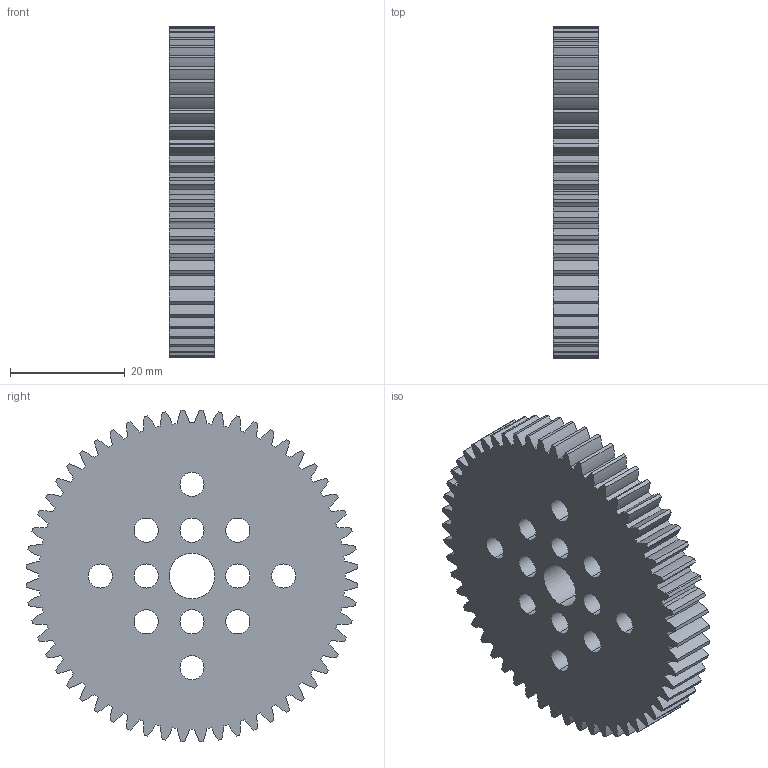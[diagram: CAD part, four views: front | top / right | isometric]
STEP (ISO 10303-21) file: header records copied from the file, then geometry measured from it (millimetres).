
FILE_DESCRIPTION (( 'STEP AP214' ), '1' );
FILE_NAME ('13-0056.step', '2020-04-06T07:13:49', ( '' ), ( '' ), 'SwSTEP 2.0', 'SolidWorks 2020', '' );
FILE_SCHEMA (( 'AUTOMOTIVE_DESIGN' ));
Length unit declared in the file: millimetre
Products named in the file (1): 13-0056
Bounding box: 8 x 57.94 x 57.94 mm (x, y, z)
Volume: 17740.8 mm3; surface area: 8723.9 mm2
Topology: 1 solids, 1 shells, 257 faces, 765 edges, 510 vertices
Faces by surface type: cylinder 255, plane 2
Entity records: 9035 total; most frequent: DIRECTION 1791, CARTESIAN_POINT 1533, ORIENTED_EDGE 1530, AXIS2_PLACEMENT_3D 768, EDGE_CURVE 765, CIRCLE 510, VERTEX_POINT 510, EDGE_LOOP 283
